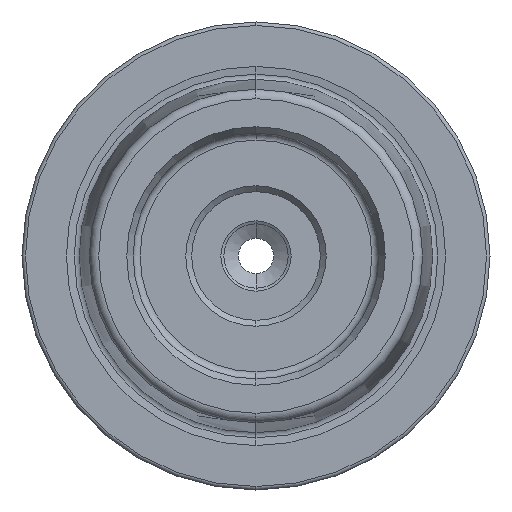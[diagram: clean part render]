
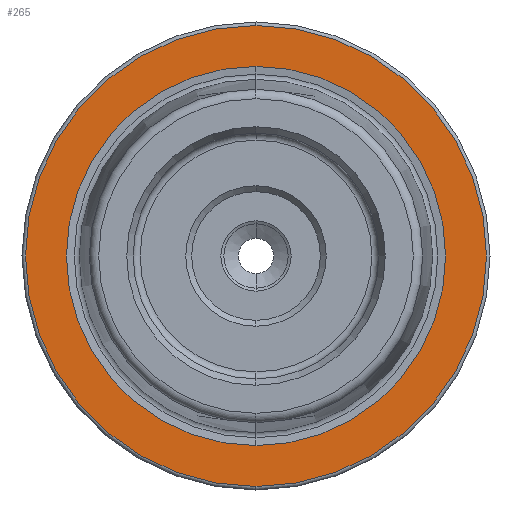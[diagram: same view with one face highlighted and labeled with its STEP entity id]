
A CAD part, left-side view. The second image highlights one B-rep face of the part: STEP entity #265.
In plain terms, the highlighted planar face has unit normal (-1, 0, 0).
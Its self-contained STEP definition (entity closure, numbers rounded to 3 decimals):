
#62 = CARTESIAN_POINT ( 'NONE',  ( 0., 0., 16.207 ) ) ;
#169 = EDGE_LOOP ( 'NONE', ( #2069, #170 ) ) ;
#170 = ORIENTED_EDGE ( 'NONE', *, *, #1977, .T. ) ;
#259 = CARTESIAN_POINT ( 'NONE',  ( 0., 0., 0. ) ) ;
#265 = ADVANCED_FACE ( 'NONE', ( #2158, #1363 ), #1908, .F. ) ;
#430 = DIRECTION ( 'NONE',  ( 0., 0., 1. ) ) ;
#435 = DIRECTION ( 'NONE',  ( 0., 0., -1. ) ) ;
#449 = VERTEX_POINT ( 'NONE', #1641 ) ;
#500 = VERTEX_POINT ( 'NONE', #1766 ) ;
#694 = EDGE_CURVE ( 'NONE', #1365, #1154, #1705, .T. ) ;
#732 = EDGE_CURVE ( 'NONE', #449, #500, #1209, .T. ) ;
#760 = AXIS2_PLACEMENT_3D ( 'NONE', #807, #1982, #980 ) ;
#807 = CARTESIAN_POINT ( 'NONE',  ( 0., 0., 0. ) ) ;
#893 = DIRECTION ( 'NONE',  ( -1., 0., 0. ) ) ;
#903 = CARTESIAN_POINT ( 'NONE',  ( 0., 0., 0. ) ) ;
#925 = AXIS2_PLACEMENT_3D ( 'NONE', #1891, #893, #2059 ) ;
#980 = DIRECTION ( 'NONE',  ( 0., 0., 1. ) ) ;
#1032 = CIRCLE ( 'NONE', #760, 16.207 ) ;
#1147 = AXIS2_PLACEMENT_3D ( 'NONE', #903, #2061, #1978 ) ;
#1154 = VERTEX_POINT ( 'NONE', #1462 ) ;
#1195 = ORIENTED_EDGE ( 'NONE', *, *, #1201, .F. ) ;
#1201 = EDGE_CURVE ( 'NONE', #1154, #1365, #1032, .T. ) ;
#1207 = ORIENTED_EDGE ( 'NONE', *, *, #694, .F. ) ;
#1209 = CIRCLE ( 'NONE', #1147, 19.7 ) ;
#1363 = FACE_OUTER_BOUND ( 'NONE', #169, .T. ) ;
#1365 = VERTEX_POINT ( 'NONE', #62 ) ;
#1442 = DIRECTION ( 'NONE',  ( -1., 0., 0. ) ) ;
#1447 = DIRECTION ( 'NONE',  ( 1., 0., 0. ) ) ;
#1462 = CARTESIAN_POINT ( 'NONE',  ( 0., 0., -16.207 ) ) ;
#1602 = EDGE_LOOP ( 'NONE', ( #1207, #1195 ) ) ;
#1641 = CARTESIAN_POINT ( 'NONE',  ( 0., 0., 19.7 ) ) ;
#1652 = AXIS2_PLACEMENT_3D ( 'NONE', #259, #1442, #430 ) ;
#1705 = CIRCLE ( 'NONE', #925, 16.207 ) ;
#1766 = CARTESIAN_POINT ( 'NONE',  ( 0., 0., -19.7 ) ) ;
#1793 = AXIS2_PLACEMENT_3D ( 'NONE', #2072, #1447, #435 ) ;
#1891 = CARTESIAN_POINT ( 'NONE',  ( 0., 0., 0. ) ) ;
#1908 = PLANE ( 'NONE',  #1793 ) ;
#1977 = EDGE_CURVE ( 'NONE', #500, #449, #2084, .T. ) ;
#1978 = DIRECTION ( 'NONE',  ( 0., 0., 1. ) ) ;
#1982 = DIRECTION ( 'NONE',  ( -1., 0., 0. ) ) ;
#2059 = DIRECTION ( 'NONE',  ( 0., 0., 1. ) ) ;
#2061 = DIRECTION ( 'NONE',  ( -1., 0., 0. ) ) ;
#2069 = ORIENTED_EDGE ( 'NONE', *, *, #732, .T. ) ;
#2072 = CARTESIAN_POINT ( 'NONE',  ( 0., 19.7, 0. ) ) ;
#2084 = CIRCLE ( 'NONE', #1652, 19.7 ) ;
#2158 = FACE_BOUND ( 'NONE', #1602, .T. ) ;
